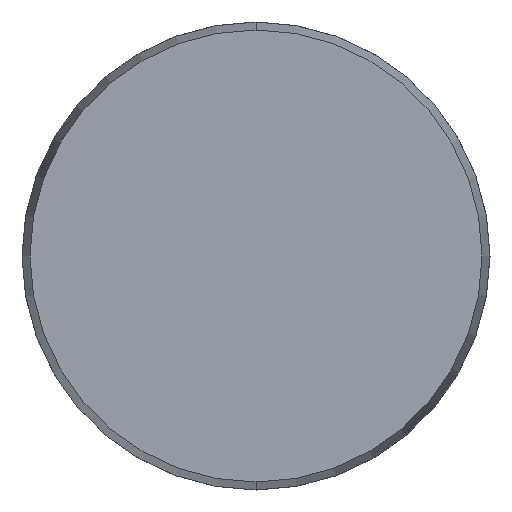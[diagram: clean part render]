
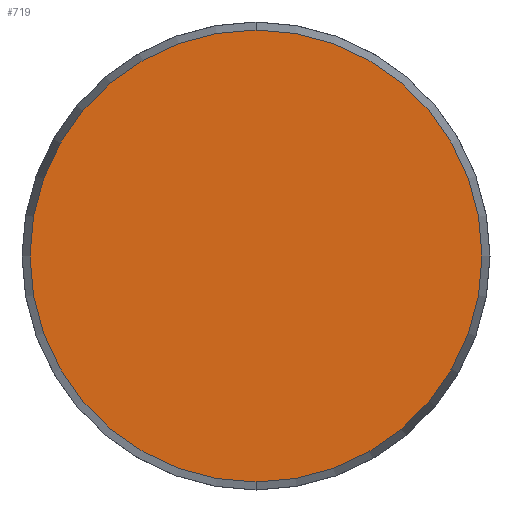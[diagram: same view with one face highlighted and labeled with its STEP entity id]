
A CAD part, front view. The second image highlights one B-rep face of the part: STEP entity #719.
In plain terms, the highlighted planar face has unit normal (0, -1, 0).
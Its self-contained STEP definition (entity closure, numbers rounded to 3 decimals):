
#81 = EDGE_LOOP ( 'NONE', ( #247, #761 ) ) ;
#123 = DIRECTION ( 'NONE',  ( 0., 0., -1. ) ) ;
#155 = CARTESIAN_POINT ( 'NONE',  ( -24.143, 0., 0. ) ) ;
#247 = ORIENTED_EDGE ( 'NONE', *, *, #1018, .T. ) ;
#303 = CARTESIAN_POINT ( 'NONE',  ( 0., 0., 24.143 ) ) ;
#403 = DIRECTION ( 'NONE',  ( 0., -1., 0. ) ) ;
#524 = CARTESIAN_POINT ( 'NONE',  ( 0., 0., 0. ) ) ;
#547 = CIRCLE ( 'NONE', #680, 24.143 ) ;
#611 = DIRECTION ( 'NONE',  ( 0., 1., 0. ) ) ;
#671 = CIRCLE ( 'NONE', #997, 24.143 ) ;
#680 = AXIS2_PLACEMENT_3D ( 'NONE', #965, #403, #722 ) ;
#689 = VERTEX_POINT ( 'NONE', #303 ) ;
#707 = PLANE ( 'NONE',  #844 ) ;
#712 = FACE_OUTER_BOUND ( 'NONE', #81, .T. ) ;
#719 = ADVANCED_FACE ( 'NONE', ( #712 ), #707, .F. ) ;
#722 = DIRECTION ( 'NONE',  ( 0., 0., -1. ) ) ;
#761 = ORIENTED_EDGE ( 'NONE', *, *, #898, .T. ) ;
#844 = AXIS2_PLACEMENT_3D ( 'NONE', #155, #611, #929 ) ;
#845 = DIRECTION ( 'NONE',  ( 0., -1., 0. ) ) ;
#898 = EDGE_CURVE ( 'NONE', #1001, #689, #547, .T. ) ;
#929 = DIRECTION ( 'NONE',  ( 0., 0., 1. ) ) ;
#965 = CARTESIAN_POINT ( 'NONE',  ( 0., 0., 0. ) ) ;
#997 = AXIS2_PLACEMENT_3D ( 'NONE', #524, #845, #123 ) ;
#998 = CARTESIAN_POINT ( 'NONE',  ( 0., 0., -24.143 ) ) ;
#1001 = VERTEX_POINT ( 'NONE', #998 ) ;
#1018 = EDGE_CURVE ( 'NONE', #689, #1001, #671, .T. ) ;
